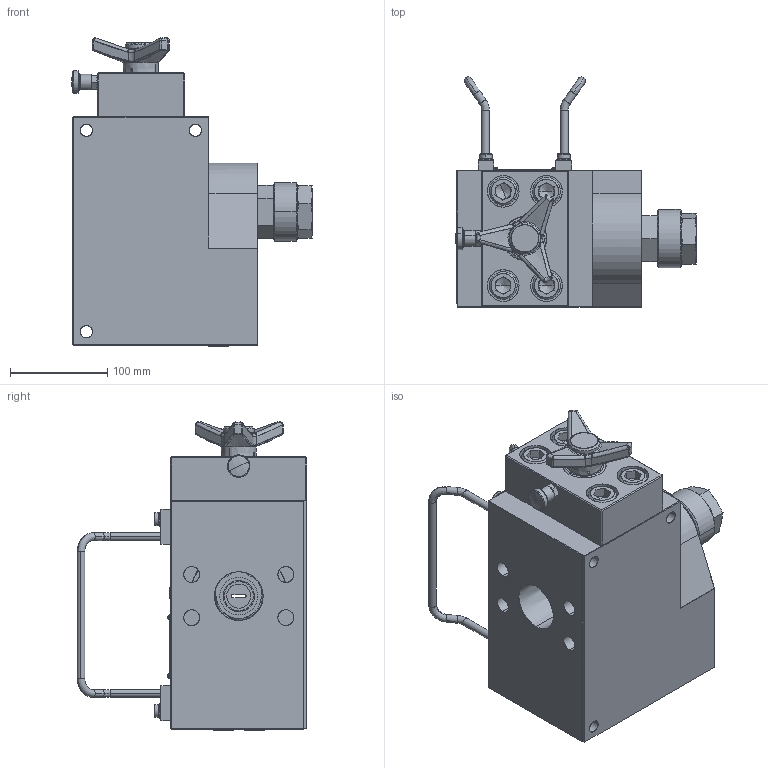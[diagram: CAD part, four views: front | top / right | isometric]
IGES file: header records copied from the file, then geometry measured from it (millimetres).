
Start section: SolidWorks IGES file using analytic representation for surfaces
Global section: file name: ECA'FT9797.IGS; native system: SolidWorks 2023; preprocessor: SolidWorks 2023; author: mks; date: 250220.104647; units: millimetre
Bounding box: 246.89 x 236.12 x 316.55 mm (x, y, z)
Surface area: 378477.7 mm2 (no closed solid volume)
Topology: 0 solids, 0 shells, 662 faces, 9081 edges, 9065 vertices
Faces by surface type: bspline 377, revolution 285
